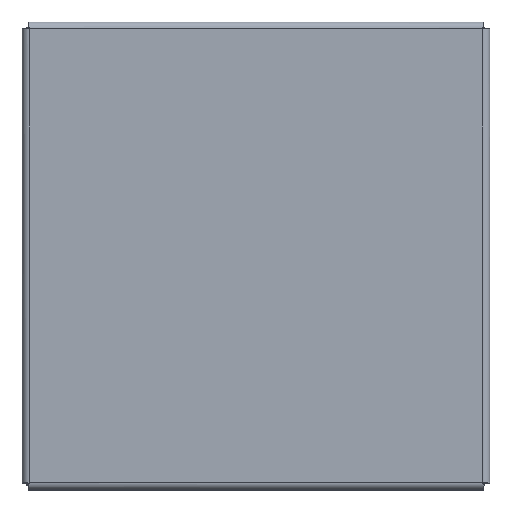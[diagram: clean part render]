
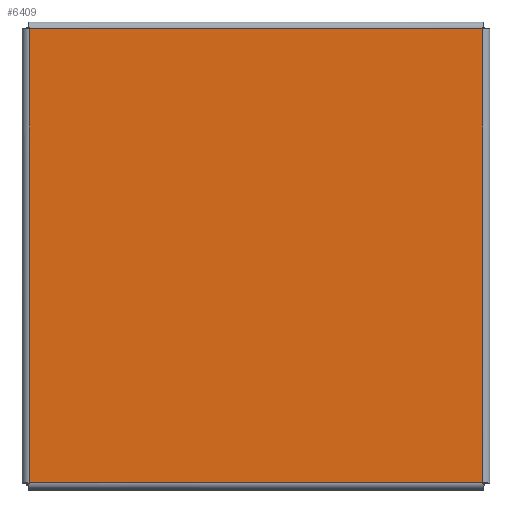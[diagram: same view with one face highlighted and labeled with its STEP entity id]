
A CAD part, top view. The second image highlights one B-rep face of the part: STEP entity #6409.
In plain terms, the highlighted planar face has unit normal (0, 0, 1).
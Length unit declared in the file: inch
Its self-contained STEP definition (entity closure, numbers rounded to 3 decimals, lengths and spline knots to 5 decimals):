
#144 = FACE_OUTER_BOUND ( 'NONE', #5806, .T. ) ;
#438 = EDGE_CURVE ( 'NONE', #3725, #6436, #4603, .T. ) ;
#678 = EDGE_CURVE ( 'NONE', #9165, #3725, #10947, .T. ) ;
#1086 = DIRECTION ( 'NONE',  ( 1., 0., 0. ) ) ;
#1170 = ORIENTED_EDGE ( 'NONE', *, *, #3102, .T. ) ;
#1178 = CARTESIAN_POINT ( 'NONE',  ( 1.57605, 0.0896, 0.074 ) ) ;
#1337 = AXIS2_PLACEMENT_3D ( 'NONE', #8829, #3766, #9670 ) ;
#2311 = VECTOR ( 'NONE', #1086, 39.37008 ) ;
#3054 = VECTOR ( 'NONE', #5675, 39.37008 ) ;
#3102 = EDGE_CURVE ( 'NONE', #5963, #9165, #5251, .T. ) ;
#3525 = ORIENTED_EDGE ( 'NONE', *, *, #7067, .T. ) ;
#3725 = VERTEX_POINT ( 'NONE', #10184 ) ;
#3735 = CARTESIAN_POINT ( 'NONE',  ( 6.0354, 0.0896, 0.074 ) ) ;
#3766 = DIRECTION ( 'NONE',  ( 0., 0., 1. ) ) ;
#4603 = LINE ( 'NONE', #1178, #2311 ) ;
#4617 = DIRECTION ( 'NONE',  ( -1., 0., 0. ) ) ;
#4799 = CARTESIAN_POINT ( 'NONE',  ( 4.54895, 6.0354, 0.074 ) ) ;
#5251 = LINE ( 'NONE', #4799, #9440 ) ;
#5445 = CARTESIAN_POINT ( 'NONE',  ( 0.0896, 6.0354, 0.074 ) ) ;
#5541 = CARTESIAN_POINT ( 'NONE',  ( 6.0354, 6.0354, 0.074 ) ) ;
#5675 = DIRECTION ( 'NONE',  ( 0., 1., 0. ) ) ;
#5806 = EDGE_LOOP ( 'NONE', ( #3525, #1170, #10886, #10391 ) ) ;
#5963 = VERTEX_POINT ( 'NONE', #5541 ) ;
#6284 = PLANE ( 'NONE',  #1337 ) ;
#6409 = ADVANCED_FACE ( 'NONE', ( #144 ), #6284, .T. ) ;
#6436 = VERTEX_POINT ( 'NONE', #3735 ) ;
#7067 = EDGE_CURVE ( 'NONE', #6436, #5963, #9521, .T. ) ;
#8245 = CARTESIAN_POINT ( 'NONE',  ( 6.0354, 1.57605, 0.074 ) ) ;
#8332 = DIRECTION ( 'NONE',  ( 0., -1., 0. ) ) ;
#8525 = CARTESIAN_POINT ( 'NONE',  ( 0.0896, 4.54895, 0.074 ) ) ;
#8829 = CARTESIAN_POINT ( 'NONE',  ( 3.0625, 3.0625, 0.074 ) ) ;
#9165 = VERTEX_POINT ( 'NONE', #5445 ) ;
#9440 = VECTOR ( 'NONE', #4617, 39.37008 ) ;
#9521 = LINE ( 'NONE', #8245, #3054 ) ;
#9670 = DIRECTION ( 'NONE',  ( 1., 0., 0. ) ) ;
#10184 = CARTESIAN_POINT ( 'NONE',  ( 0.0896, 0.0896, 0.074 ) ) ;
#10391 = ORIENTED_EDGE ( 'NONE', *, *, #438, .T. ) ;
#10691 = VECTOR ( 'NONE', #8332, 39.37008 ) ;
#10886 = ORIENTED_EDGE ( 'NONE', *, *, #678, .T. ) ;
#10947 = LINE ( 'NONE', #8525, #10691 ) ;
